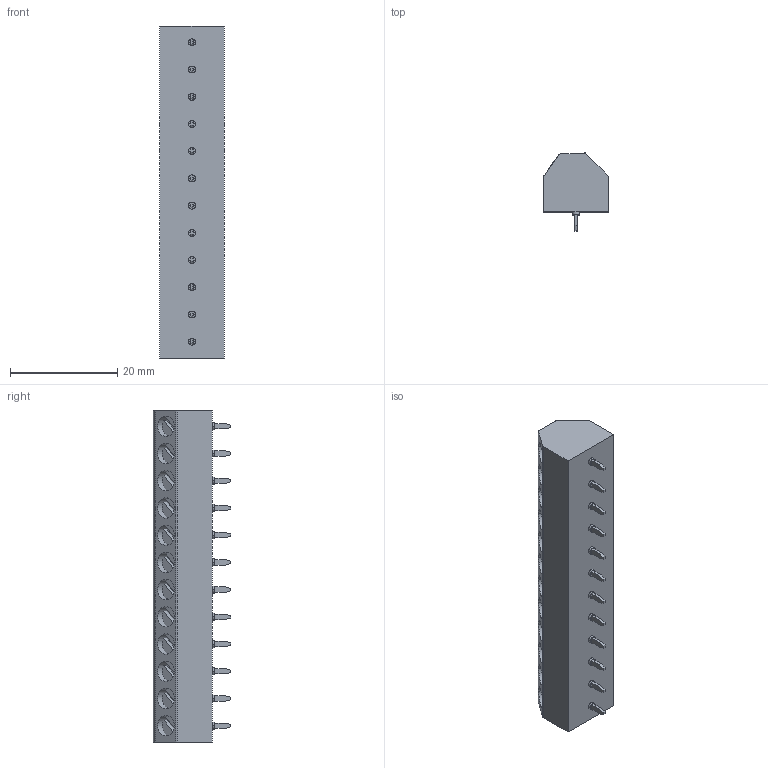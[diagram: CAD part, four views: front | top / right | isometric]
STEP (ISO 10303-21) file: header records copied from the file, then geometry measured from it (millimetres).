
FILE_DESCRIPTION(('SolidDesigner STEP Export'),'1');
FILE_NAME('smkdsn_1.5-12-5.08.stp','2000-06-28T18:28:46',(''),(''), 'SolidDesigner STEP processor Version: 7.0(Mar 1999)for AP214(CD)(Solid Model)', 'CoCreate SolidDesigner: 07.50 21-Dec-99(C) CoCreate Software GmbH','');
FILE_SCHEMA(('AUTOMOTIVE_DESIGN_CC2 {1 2 10303 214 -1 1 5 1}'));
Length unit declared in the file: millimetre
Products named in the file (2): smkdsn_1.5-12-5.08
Assembly tree (1 placements, depth 2):
  smkdsn_1.5-12-5.08
    smkdsn_1.5-12-5.08
Bounding box: 12 x 14.5 x 61.96 mm (x, y, z)
Volume: 6616.8 mm3; surface area: 3846.1 mm2
Topology: 1 solids, 1 shells, 531 faces, 1359 edges, 894 vertices
Faces by surface type: plane 373, cylinder 110, sphere 24, cone 24
Entity records: 20579 total; most frequent: CARTESIAN_POINT 3755, ORIENTED_EDGE 2718, DIRECTION 2423, EDGE_CURVE 1359, VECTOR 947, LINE 947, VERTEX_POINT 894, AXIS2_PLACEMENT_3D 738
